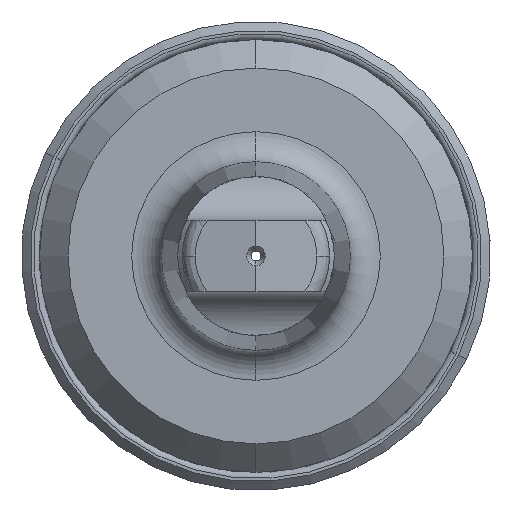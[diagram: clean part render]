
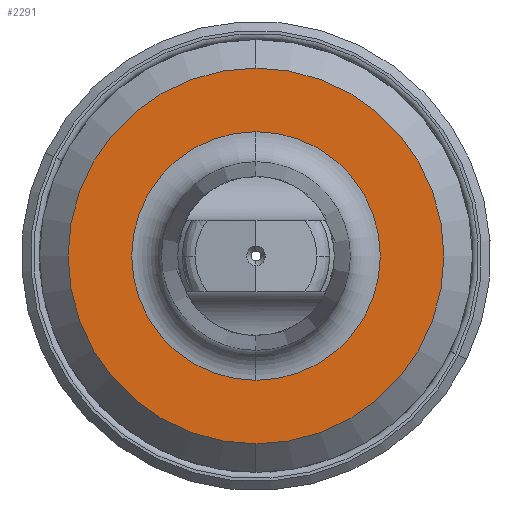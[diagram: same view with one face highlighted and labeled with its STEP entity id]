
A CAD part, left-side view. The second image highlights one B-rep face of the part: STEP entity #2291.
In plain terms, the highlighted planar face has unit normal (-1, 0, 0).
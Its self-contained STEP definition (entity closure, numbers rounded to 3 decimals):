
#59 = CARTESIAN_POINT ( 'NONE',  ( 124., 0., 0. ) ) ;
#113 = EDGE_CURVE ( 'NONE', #1671, #3739, #1182, .T. ) ;
#123 = DIRECTION ( 'NONE',  ( 0., 0., -1. ) ) ;
#317 = EDGE_CURVE ( 'NONE', #1947, #3998, #1097, .T. ) ;
#437 = AXIS2_PLACEMENT_3D ( 'NONE', #3898, #3904, #3909 ) ;
#509 = DIRECTION ( 'NONE',  ( 1., 0., 0. ) ) ;
#584 = CARTESIAN_POINT ( 'NONE',  ( 124., 0., -20.674 ) ) ;
#590 = CIRCLE ( 'NONE', #664, 31.25 ) ;
#596 = CIRCLE ( 'NONE', #437, 20.674 ) ;
#664 = AXIS2_PLACEMENT_3D ( 'NONE', #3935, #2809, #2617 ) ;
#766 = AXIS2_PLACEMENT_3D ( 'NONE', #2690, #2386, #2372 ) ;
#846 = EDGE_CURVE ( 'NONE', #3739, #1671, #596, .T. ) ;
#865 = EDGE_CURVE ( 'NONE', #3998, #1947, #590, .T. ) ;
#1097 = CIRCLE ( 'NONE', #3182, 31.25 ) ;
#1182 = CIRCLE ( 'NONE', #3516, 20.674 ) ;
#1671 = VERTEX_POINT ( 'NONE', #3238 ) ;
#1947 = VERTEX_POINT ( 'NONE', #3749 ) ;
#2291 = ADVANCED_FACE ( 'NONE', ( #3197, #3207 ), #3059, .T. ) ;
#2372 = DIRECTION ( 'NONE',  ( 0., 0., 1. ) ) ;
#2386 = DIRECTION ( 'NONE',  ( -1., 0., 0. ) ) ;
#2527 = CARTESIAN_POINT ( 'NONE',  ( 124., 0., 31.25 ) ) ;
#2617 = DIRECTION ( 'NONE',  ( 0., 0., -1. ) ) ;
#2690 = CARTESIAN_POINT ( 'NONE',  ( 124., 31.25, 0. ) ) ;
#2809 = DIRECTION ( 'NONE',  ( 1., 0., 0. ) ) ;
#2951 = ORIENTED_EDGE ( 'NONE', *, *, #865, .F. ) ;
#2956 = ORIENTED_EDGE ( 'NONE', *, *, #317, .F. ) ;
#2963 = ORIENTED_EDGE ( 'NONE', *, *, #113, .T. ) ;
#2971 = ORIENTED_EDGE ( 'NONE', *, *, #846, .T. ) ;
#3059 = PLANE ( 'NONE',  #766 ) ;
#3182 = AXIS2_PLACEMENT_3D ( 'NONE', #4061, #4039, #4013 ) ;
#3197 = FACE_BOUND ( 'NONE', #3586, .T. ) ;
#3207 = FACE_OUTER_BOUND ( 'NONE', #3972, .T. ) ;
#3238 = CARTESIAN_POINT ( 'NONE',  ( 124., 0., 20.674 ) ) ;
#3516 = AXIS2_PLACEMENT_3D ( 'NONE', #59, #509, #123 ) ;
#3586 = EDGE_LOOP ( 'NONE', ( #2971, #2963 ) ) ;
#3739 = VERTEX_POINT ( 'NONE', #584 ) ;
#3749 = CARTESIAN_POINT ( 'NONE',  ( 124., 0., -31.25 ) ) ;
#3898 = CARTESIAN_POINT ( 'NONE',  ( 124., 0., 0. ) ) ;
#3904 = DIRECTION ( 'NONE',  ( 1., 0., 0. ) ) ;
#3909 = DIRECTION ( 'NONE',  ( 0., 0., -1. ) ) ;
#3935 = CARTESIAN_POINT ( 'NONE',  ( 124., 0., 0. ) ) ;
#3972 = EDGE_LOOP ( 'NONE', ( #2956, #2951 ) ) ;
#3998 = VERTEX_POINT ( 'NONE', #2527 ) ;
#4013 = DIRECTION ( 'NONE',  ( 0., 0., -1. ) ) ;
#4039 = DIRECTION ( 'NONE',  ( 1., 0., 0. ) ) ;
#4061 = CARTESIAN_POINT ( 'NONE',  ( 124., 0., 0. ) ) ;
